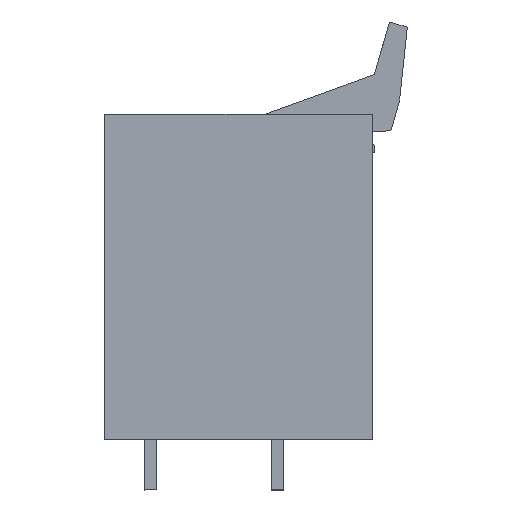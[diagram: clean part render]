
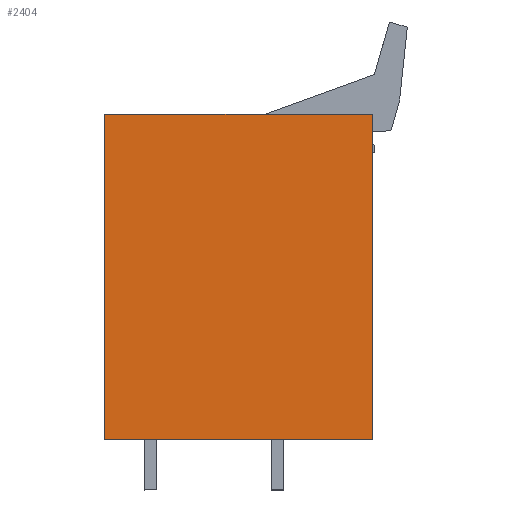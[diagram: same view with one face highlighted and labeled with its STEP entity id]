
A CAD part, left-side view. The second image highlights one B-rep face of the part: STEP entity #2404.
In plain terms, the highlighted planar face has unit normal (-1, 0, 0).
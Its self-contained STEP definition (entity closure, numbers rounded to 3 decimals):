
#2368=AXIS2_PLACEMENT_3D('Plane Axis2P3D',#2365,#2366,#2367) ;
#2365=CARTESIAN_POINT('Axis2P3D Location',(0.,0.,0.)) ;
#2370=CARTESIAN_POINT('Line Origine',(0.,16.677,37.13)) ;
#2374=CARTESIAN_POINT('Vertex',(0.,3.452,37.13)) ;
#2376=CARTESIAN_POINT('Vertex',(0.,29.902,37.13)) ;
#2379=CARTESIAN_POINT('Line Origine',(0.,29.902,21.065)) ;
#2383=CARTESIAN_POINT('Vertex',(0.,29.902,5.)) ;
#2386=CARTESIAN_POINT('Line Origine',(0.,16.677,5.)) ;
#2390=CARTESIAN_POINT('Vertex',(0.,3.452,5.)) ;
#2393=CARTESIAN_POINT('Line Origine',(0.,3.452,21.065)) ;
#2366=DIRECTION('Axis2P3D Direction',(1.,0.,0.)) ;
#2367=DIRECTION('Axis2P3D XDirection',(0.,1.,0.)) ;
#2371=DIRECTION('Vector Direction',(0.,1.,0.)) ;
#2380=DIRECTION('Vector Direction',(0.,0.,-1.)) ;
#2387=DIRECTION('Vector Direction',(0.,-1.,0.)) ;
#2394=DIRECTION('Vector Direction',(0.,0.,1.)) ;
#2372=VECTOR('Line Direction',#2371,1.) ;
#2381=VECTOR('Line Direction',#2380,1.) ;
#2388=VECTOR('Line Direction',#2387,1.) ;
#2395=VECTOR('Line Direction',#2394,1.) ;
#2399=ORIENTED_EDGE('',*,*,#2378,.T.) ;
#2400=ORIENTED_EDGE('',*,*,#2385,.T.) ;
#2401=ORIENTED_EDGE('',*,*,#2392,.T.) ;
#2402=ORIENTED_EDGE('',*,*,#2397,.T.) ;
#2404=ADVANCED_FACE('HOUSING-right',(#2403),#2369,.F.) ;
#2378=EDGE_CURVE('',#2375,#2377,#2373,.T.) ;
#2385=EDGE_CURVE('',#2377,#2384,#2382,.T.) ;
#2392=EDGE_CURVE('',#2384,#2391,#2389,.T.) ;
#2397=EDGE_CURVE('',#2391,#2375,#2396,.T.) ;
#2398=EDGE_LOOP('',(#2399,#2400,#2401,#2402)) ;
#2403=FACE_OUTER_BOUND('',#2398,.T.) ;
#2373=LINE('Line',#2370,#2372) ;
#2382=LINE('Line',#2379,#2381) ;
#2389=LINE('Line',#2386,#2388) ;
#2396=LINE('Line',#2393,#2395) ;
#2369=PLANE('',#2368) ;
#2375=VERTEX_POINT('',#2374) ;
#2377=VERTEX_POINT('',#2376) ;
#2384=VERTEX_POINT('',#2383) ;
#2391=VERTEX_POINT('',#2390) ;
